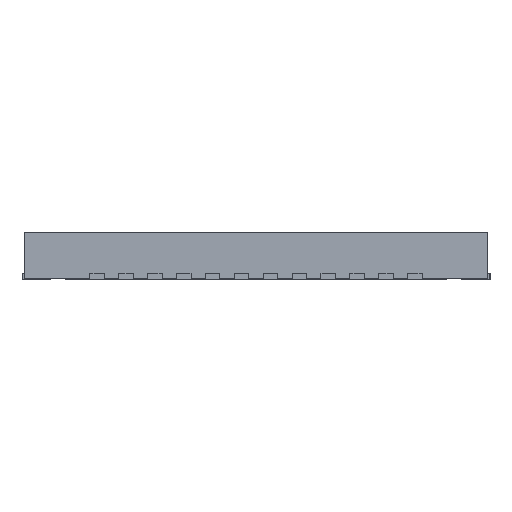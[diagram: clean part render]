
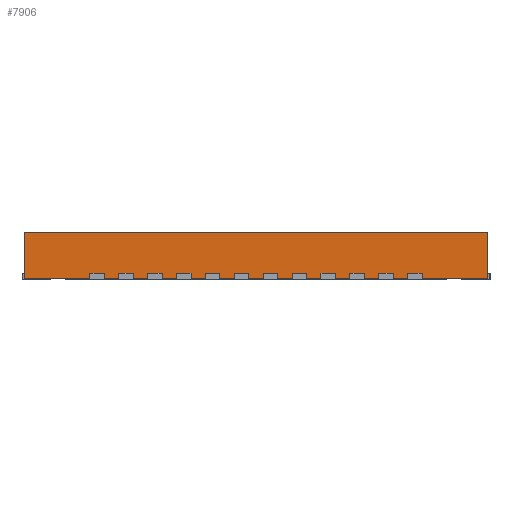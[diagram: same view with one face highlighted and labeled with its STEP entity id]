
A CAD part, left-side view. The second image highlights one B-rep face of the part: STEP entity #7906.
In plain terms, the highlighted planar face has unit normal (-1, 0, 0).
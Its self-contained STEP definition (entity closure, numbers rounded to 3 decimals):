
#2933 = AXIS2_PLACEMENT_3D ( 'NONE', #20572, #10791, #15953 ) ;
#3977 = VECTOR ( 'NONE', #4711, 1000. ) ;
#4306 = EDGE_CURVE ( 'NONE', #8178, #16065, #21273, .T. ) ;
#4635 = VECTOR ( 'NONE', #8428, 1000. ) ;
#4711 = DIRECTION ( 'NONE',  ( 0., -1., 0. ) ) ;
#4817 = LINE ( 'NONE', #13188, #6691 ) ;
#5070 = FACE_OUTER_BOUND ( 'NONE', #11727, .T. ) ;
#5546 = EDGE_CURVE ( 'NONE', #17001, #8178, #11484, .T. ) ;
#6691 = VECTOR ( 'NONE', #16601, 1000. ) ;
#6837 = CARTESIAN_POINT ( 'NONE',  ( -4., -4., 0.8 ) ) ;
#7791 = CARTESIAN_POINT ( 'NONE',  ( -4., 4., 0.8 ) ) ;
#7906 = ADVANCED_FACE ( 'NONE', ( #5070 ), #12013, .F. ) ;
#8001 = DIRECTION ( 'NONE',  ( 0., 0., -1. ) ) ;
#8052 = CARTESIAN_POINT ( 'NONE',  ( -4., 4., 0. ) ) ;
#8178 = VERTEX_POINT ( 'NONE', #12094 ) ;
#8428 = DIRECTION ( 'NONE',  ( 0., 0., -1. ) ) ;
#9379 = ORIENTED_EDGE ( 'NONE', *, *, #13703, .F. ) ;
#10791 = DIRECTION ( 'NONE',  ( 1., 0., 0. ) ) ;
#11373 = ORIENTED_EDGE ( 'NONE', *, *, #4306, .T. ) ;
#11484 = LINE ( 'NONE', #7791, #16223 ) ;
#11706 = CARTESIAN_POINT ( 'NONE',  ( -4., -4., 0.8 ) ) ;
#11727 = EDGE_LOOP ( 'NONE', ( #11373, #9379, #18824, #13239 ) ) ;
#12013 = PLANE ( 'NONE',  #2933 ) ;
#12094 = CARTESIAN_POINT ( 'NONE',  ( -4., 4., 0. ) ) ;
#13188 = CARTESIAN_POINT ( 'NONE',  ( -4., 4., 0.8 ) ) ;
#13239 = ORIENTED_EDGE ( 'NONE', *, *, #5546, .T. ) ;
#13703 = EDGE_CURVE ( 'NONE', #19447, #16065, #18532, .T. ) ;
#15953 = DIRECTION ( 'NONE',  ( 0., 0., -1. ) ) ;
#16065 = VERTEX_POINT ( 'NONE', #19633 ) ;
#16223 = VECTOR ( 'NONE', #8001, 1000. ) ;
#16601 = DIRECTION ( 'NONE',  ( 0., -1., 0. ) ) ;
#17001 = VERTEX_POINT ( 'NONE', #18520 ) ;
#18520 = CARTESIAN_POINT ( 'NONE',  ( -4., 4., 0.8 ) ) ;
#18532 = LINE ( 'NONE', #6837, #4635 ) ;
#18824 = ORIENTED_EDGE ( 'NONE', *, *, #20403, .F. ) ;
#19447 = VERTEX_POINT ( 'NONE', #11706 ) ;
#19633 = CARTESIAN_POINT ( 'NONE',  ( -4., -4., 0. ) ) ;
#20403 = EDGE_CURVE ( 'NONE', #17001, #19447, #4817, .T. ) ;
#20572 = CARTESIAN_POINT ( 'NONE',  ( -4., 4., 0.8 ) ) ;
#21273 = LINE ( 'NONE', #8052, #3977 ) ;
